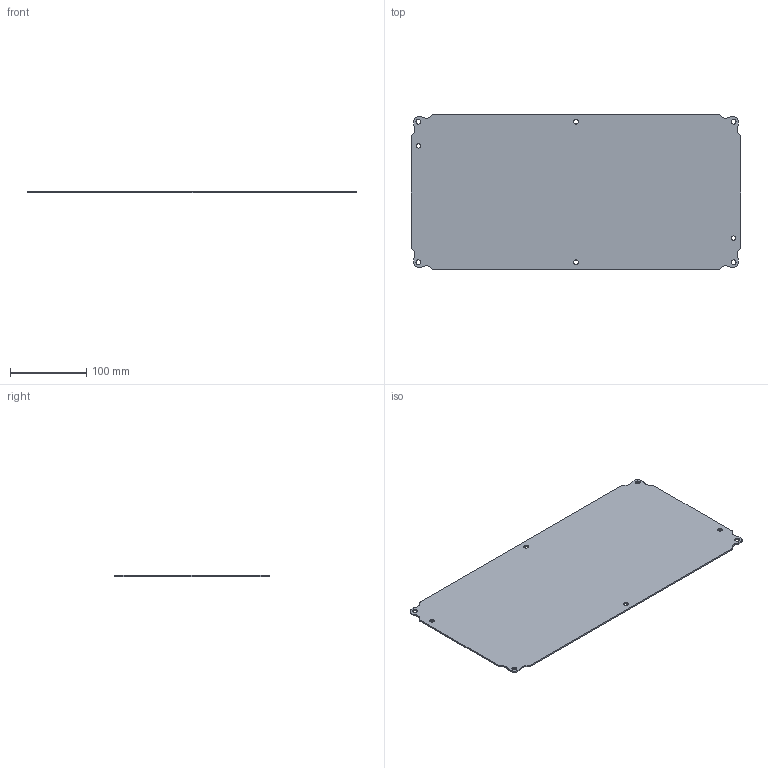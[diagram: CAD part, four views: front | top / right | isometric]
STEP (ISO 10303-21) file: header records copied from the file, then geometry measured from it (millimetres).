
FILE_DESCRIPTION (( 'STEP AP203' ), '1' );
FILE_NAME ('SCE-9P18L.step', '2021-01-08T15:48:41', ( 'ADC123' ), ( 'Microsoft' ), 'SwSTEP 2.0', 'SolidWorks 2019', '' );
FILE_SCHEMA (( 'CONFIG_CONTROL_DESIGN' ));
Length unit declared in the file: inch
Products named in the file (1): SCE-9P18L
Bounding box: 431.8 x 203.2 x 1.91 mm (x, y, z)
Volume: 165219.6 mm3; surface area: 176132.1 mm2
Topology: 1 solids, 1 shells, 50 faces, 144 edges, 96 vertices
Faces by surface type: cylinder 36, plane 14
Full cylindrical faces by diameter (mm): 5.537 x2, 6.35 x6
Entity records: 1751 total; most frequent: DIRECTION 310, CARTESIAN_POINT 283, ORIENTED_EDGE 272, EDGE_CURVE 136, AXIS2_PLACEMENT_3D 123, VERTEX_POINT 96, EDGE_LOOP 74, CIRCLE 72
